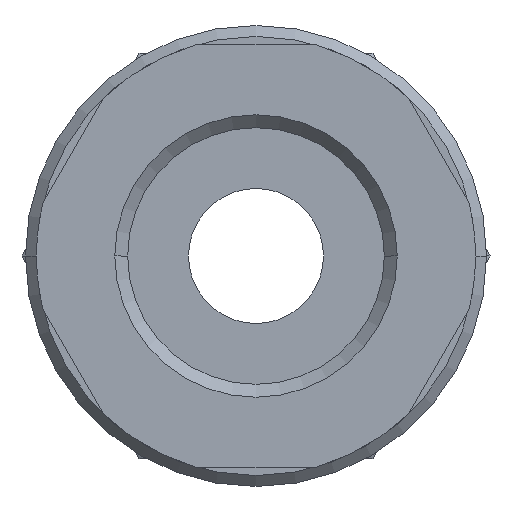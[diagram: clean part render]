
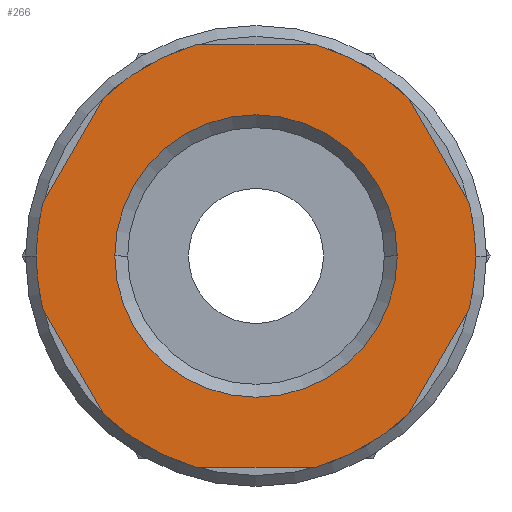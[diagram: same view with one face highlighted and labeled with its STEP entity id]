
A CAD part, front view. The second image highlights one B-rep face of the part: STEP entity #266.
In plain terms, the highlighted planar face has unit normal (0, -1, 0).
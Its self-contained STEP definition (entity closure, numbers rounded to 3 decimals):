
#266=ADVANCED_FACE('',(#542,#543),#544,.T.);
#542=FACE_BOUND('',#817,.T.);
#543=FACE_OUTER_BOUND('',#818,.T.);
#544=PLANE('',#819);
#817=EDGE_LOOP('',(#1488,#1489));
#818=EDGE_LOOP('',(#1490,#1491,#1492,#1493,#1494,#1495,#1496,#1497,#1498,#1499,#1500,#1501,#1502,#1503));
#819=AXIS2_PLACEMENT_3D('',#1504,#1505,#1506);
#1488=ORIENTED_EDGE('',*,*,#1587,.T.);
#1489=ORIENTED_EDGE('',*,*,#1585,.T.);
#1490=ORIENTED_EDGE('',*,*,#1667,.F.);
#1491=ORIENTED_EDGE('',*,*,#1592,.F.);
#1492=ORIENTED_EDGE('',*,*,#1573,.F.);
#1493=ORIENTED_EDGE('',*,*,#1723,.F.);
#1494=ORIENTED_EDGE('',*,*,#1825,.F.);
#1495=ORIENTED_EDGE('',*,*,#1827,.F.);
#1496=ORIENTED_EDGE('',*,*,#1801,.F.);
#1497=ORIENTED_EDGE('',*,*,#1578,.F.);
#1498=ORIENTED_EDGE('',*,*,#1739,.F.);
#1499=ORIENTED_EDGE('',*,*,#1672,.F.);
#1500=ORIENTED_EDGE('',*,*,#1779,.F.);
#1501=ORIENTED_EDGE('',*,*,#1708,.F.);
#1502=ORIENTED_EDGE('',*,*,#1828,.F.);
#1503=ORIENTED_EDGE('',*,*,#1767,.F.);
#1504=CARTESIAN_POINT('',(6.5,0.0,0.0));
#1505=DIRECTION('',(-0.0,-1.0,-0.0));
#1506=DIRECTION('',(-1.0,0.0,0.0));
#1573=EDGE_CURVE('',#1853,#1855,#1856,.T.);
#1578=EDGE_CURVE('',#1862,#1864,#1865,.T.);
#1585=EDGE_CURVE('',#1871,#1875,#1877,.T.);
#1587=EDGE_CURVE('',#1875,#1871,#1879,.T.);
#1592=EDGE_CURVE('',#1855,#1883,#1886,.T.);
#1667=EDGE_CURVE('',#1883,#2010,#2011,.T.);
#1672=EDGE_CURVE('',#2017,#2019,#2020,.T.);
#1708=EDGE_CURVE('',#2065,#2067,#2068,.T.);
#1723=EDGE_CURVE('',#2088,#1853,#2090,.T.);
#1739=EDGE_CURVE('',#2019,#1862,#2108,.T.);
#1767=EDGE_CURVE('',#2010,#2141,#2144,.T.);
#1779=EDGE_CURVE('',#2067,#2017,#2158,.T.);
#1801=EDGE_CURVE('',#1864,#2182,#2184,.T.);
#1825=EDGE_CURVE('',#2209,#2088,#2211,.T.);
#1827=EDGE_CURVE('',#2182,#2209,#2213,.T.);
#1828=EDGE_CURVE('',#2141,#2065,#2214,.T.);
#1853=VERTEX_POINT('',#2243);
#1855=VERTEX_POINT('',#2246);
#1856=LINE('',#2247,#2248);
#1862=VERTEX_POINT('',#2256);
#1864=VERTEX_POINT('',#2259);
#1865=LINE('',#2260,#2261);
#1871=VERTEX_POINT('',#2269);
#1875=VERTEX_POINT('',#2274);
#1877=CIRCLE('',#2277,8.36);
#1879=CIRCLE('',#2279,8.36);
#1883=VERTEX_POINT('',#2283);
#1886=CIRCLE('',#2287,13.0);
#2010=VERTEX_POINT('',#2582);
#2011=LINE('',#2583,#2584);
#2017=VERTEX_POINT('',#2592);
#2019=VERTEX_POINT('',#2595);
#2020=LINE('',#2596,#2597);
#2065=VERTEX_POINT('',#2703);
#2067=VERTEX_POINT('',#2706);
#2068=LINE('',#2707,#2708);
#2088=VERTEX_POINT('',#2755);
#2090=CIRCLE('',#2758,13.0);
#2108=CIRCLE('',#2793,13.0);
#2141=VERTEX_POINT('',#2832);
#2144=CIRCLE('',#2836,13.0);
#2158=CIRCLE('',#2851,13.0);
#2182=VERTEX_POINT('',#2901);
#2184=CIRCLE('',#2904,13.0);
#2209=VERTEX_POINT('',#2933);
#2211=LINE('',#2936,#2937);
#2213=CIRCLE('',#2939,13.0);
#2214=CIRCLE('',#2940,13.0);
#2243=CARTESIAN_POINT('',(3.571,0.0,-12.5));
#2246=CARTESIAN_POINT('',(-3.571,0.0,-12.5));
#2247=CARTESIAN_POINT('',(3.25,0.0,-12.5));
#2248=VECTOR('',#2962,1.0);
#2256=CARTESIAN_POINT('',(9.04,0.0,9.342));
#2259=CARTESIAN_POINT('',(12.611,0.0,3.158));
#2260=CARTESIAN_POINT('',(11.638,0.0,4.843));
#2261=VECTOR('',#2966,1.0);
#2269=CARTESIAN_POINT('',(8.36,0.0,0.));
#2274=CARTESIAN_POINT('',(-8.36,0.0,0.));
#2277=AXIS2_PLACEMENT_3D('',#2974,#2975,#2976);
#2279=AXIS2_PLACEMENT_3D('',#2977,#2978,#2979);
#2283=CARTESIAN_POINT('',(-9.04,0.0,-9.342));
#2287=AXIS2_PLACEMENT_3D('',#2987,#2988,#2989);
#2582=CARTESIAN_POINT('',(-12.611,0.0,-3.158));
#2583=CARTESIAN_POINT('',(-10.013,0.0,-7.657));
#2584=VECTOR('',#3085,1.0);
#2592=CARTESIAN_POINT('',(-3.571,0.0,12.5));
#2595=CARTESIAN_POINT('',(3.571,0.0,12.5));
#2596=CARTESIAN_POINT('',(3.25,0.0,12.5));
#2597=VECTOR('',#3089,1.0);
#2703=CARTESIAN_POINT('',(-12.611,0.0,3.158));
#2706=CARTESIAN_POINT('',(-9.04,0.0,9.342));
#2707=CARTESIAN_POINT('',(-10.013,0.0,7.657));
#2708=VECTOR('',#3139,1.0);
#2755=CARTESIAN_POINT('',(9.04,0.0,-9.342));
#2758=AXIS2_PLACEMENT_3D('',#3152,#3153,#3154);
#2793=AXIS2_PLACEMENT_3D('',#3170,#3171,#3172);
#2832=CARTESIAN_POINT('',(-13.0,0.0,0.));
#2836=AXIS2_PLACEMENT_3D('',#3210,#3211,#3212);
#2851=AXIS2_PLACEMENT_3D('',#3232,#3233,#3234);
#2901=CARTESIAN_POINT('',(13.0,0.0,0.));
#2904=AXIS2_PLACEMENT_3D('',#3252,#3253,#3254);
#2933=CARTESIAN_POINT('',(12.611,0.0,-3.158));
#2936=CARTESIAN_POINT('',(11.638,0.0,-4.843));
#2937=VECTOR('',#3281,1.0);
#2939=AXIS2_PLACEMENT_3D('',#3282,#3283,#3284);
#2940=AXIS2_PLACEMENT_3D('',#3285,#3286,#3287);
#2962=DIRECTION('',(-1.0,0.0,0.0));
#2966=DIRECTION('',(0.5,0.0,-0.866));
#2974=CARTESIAN_POINT('',(0.0,0.0,0.0));
#2975=DIRECTION('',(-0.0,1.0,0.0));
#2976=DIRECTION('',(1.0,0.0,0.0));
#2977=CARTESIAN_POINT('',(0.0,0.0,0.0));
#2978=DIRECTION('',(-0.0,1.0,0.0));
#2979=DIRECTION('',(1.0,0.0,0.0));
#2987=CARTESIAN_POINT('',(0.0,0.0,0.0));
#2988=DIRECTION('',(-0.0,1.0,0.0));
#2989=DIRECTION('',(1.0,0.0,0.0));
#3085=DIRECTION('',(-0.5,0.0,0.866));
#3089=DIRECTION('',(1.0,-0.0,0.));
#3139=DIRECTION('',(0.5,-0.0,0.866));
#3152=CARTESIAN_POINT('',(0.0,0.0,0.0));
#3153=DIRECTION('',(-0.0,1.0,0.0));
#3154=DIRECTION('',(1.0,0.0,0.0));
#3170=CARTESIAN_POINT('',(0.0,0.0,0.0));
#3171=DIRECTION('',(-0.0,1.0,0.0));
#3172=DIRECTION('',(1.0,0.0,0.0));
#3210=CARTESIAN_POINT('',(0.0,0.0,0.0));
#3211=DIRECTION('',(-0.0,1.0,0.0));
#3212=DIRECTION('',(1.0,0.0,0.0));
#3232=CARTESIAN_POINT('',(0.0,0.0,0.0));
#3233=DIRECTION('',(-0.0,1.0,0.0));
#3234=DIRECTION('',(1.0,0.0,0.0));
#3252=CARTESIAN_POINT('',(0.0,0.0,0.0));
#3253=DIRECTION('',(-0.0,1.0,0.0));
#3254=DIRECTION('',(1.0,0.0,0.0));
#3281=DIRECTION('',(-0.5,0.0,-0.866));
#3282=CARTESIAN_POINT('',(0.0,0.0,0.0));
#3283=DIRECTION('',(-0.0,1.0,0.0));
#3284=DIRECTION('',(1.0,0.0,0.0));
#3285=CARTESIAN_POINT('',(0.0,0.0,0.0));
#3286=DIRECTION('',(-0.0,1.0,0.0));
#3287=DIRECTION('',(1.0,0.0,0.0));
